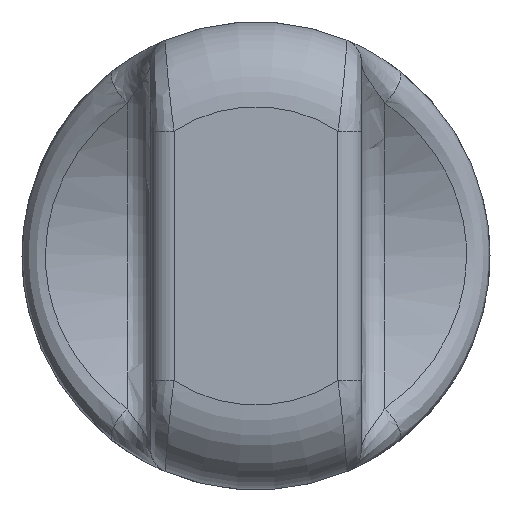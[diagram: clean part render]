
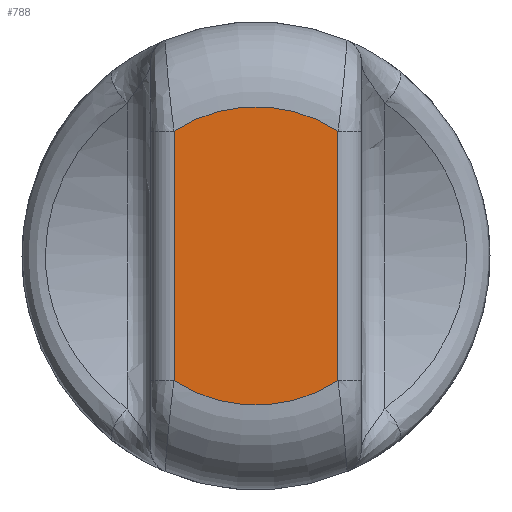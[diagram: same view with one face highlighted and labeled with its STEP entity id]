
A CAD part, front view. The second image highlights one B-rep face of the part: STEP entity #788.
In plain terms, the highlighted planar face has unit normal (0, -1, 0).
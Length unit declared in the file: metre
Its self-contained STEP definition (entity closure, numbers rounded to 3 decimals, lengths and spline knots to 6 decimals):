
#75=LINE('',#1345,#103);
#76=LINE('',#1350,#104);
#103=VECTOR('',#994,1.);
#104=VECTOR('',#997,1.);
#191=ORIENTED_EDGE('',*,*,#431,.T.);
#192=ORIENTED_EDGE('',*,*,#432,.T.);
#193=ORIENTED_EDGE('',*,*,#433,.T.);
#194=ORIENTED_EDGE('',*,*,#434,.T.);
#431=EDGE_CURVE('',#551,#552,#75,.T.);
#432=EDGE_CURVE('',#552,#553,#595,.T.);
#433=EDGE_CURVE('',#553,#554,#76,.T.);
#434=EDGE_CURVE('',#554,#551,#596,.T.);
#551=VERTEX_POINT('',#1346);
#552=VERTEX_POINT('',#1347);
#553=VERTEX_POINT('',#1349);
#554=VERTEX_POINT('',#1351);
#595=CIRCLE('',#869,0.012757);
#596=CIRCLE('',#870,0.012757);
#647=EDGE_LOOP('',(#191,#192,#193,#194));
#715=FACE_BOUND('',#647,.T.);
#779=PLANE('',#868);
#788=ADVANCED_FACE('',(#715),#779,.T.);
#868=AXIS2_PLACEMENT_3D('',#1344,#992,#993);
#869=AXIS2_PLACEMENT_3D('',#1348,#995,#996);
#870=AXIS2_PLACEMENT_3D('',#1352,#998,#999);
#992=DIRECTION('',(0.,-1.,0.));
#993=DIRECTION('',(1.,0.,0.));
#994=DIRECTION('',(0.,0.,1.));
#995=DIRECTION('',(0.,-1.,0.));
#996=DIRECTION('',(0.,0.,-1.));
#997=DIRECTION('',(0.,0.,-1.));
#998=DIRECTION('',(0.,-1.,0.));
#999=DIRECTION('',(0.,0.,-1.));
#1344=CARTESIAN_POINT('',(0.,-0.25,0.));
#1345=CARTESIAN_POINT('',(0.007,-0.25,0.));
#1346=CARTESIAN_POINT('',(0.007,-0.25,-0.010665));
#1347=CARTESIAN_POINT('',(0.007,-0.25,0.010665));
#1348=CARTESIAN_POINT('',(0.,-0.25,0.));
#1349=CARTESIAN_POINT('',(-0.007,-0.25,0.010665));
#1350=CARTESIAN_POINT('',(-0.007,-0.25,0.));
#1351=CARTESIAN_POINT('',(-0.007,-0.25,-0.010665));
#1352=CARTESIAN_POINT('',(0.,-0.25,0.));
